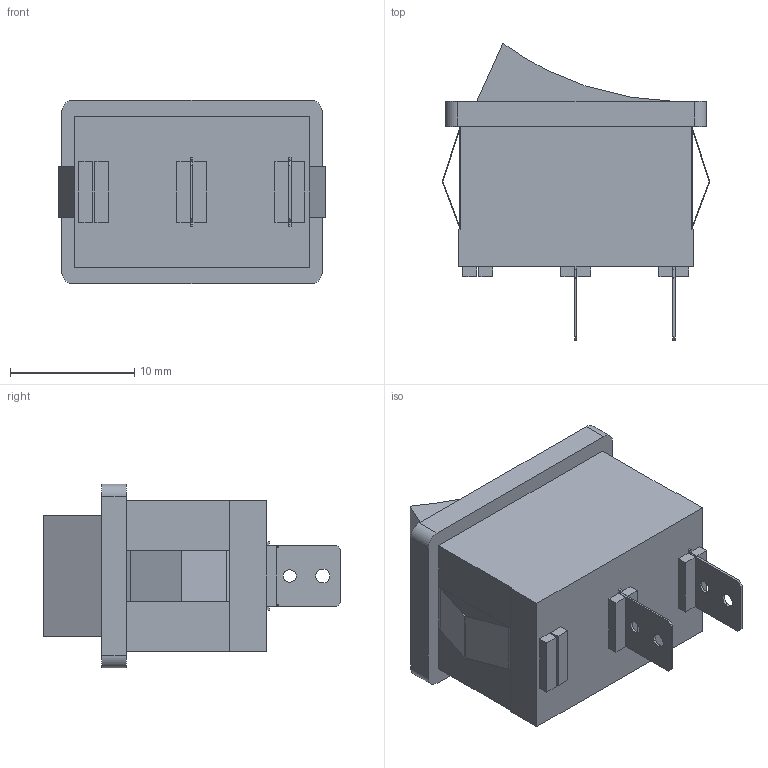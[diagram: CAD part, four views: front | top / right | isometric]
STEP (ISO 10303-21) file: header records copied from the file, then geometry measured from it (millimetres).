
FILE_DESCRIPTION (( 'STEP AP214' ), '1' );
FILE_NAME ('RSF-11_switch.STEP', '2018-09-25T07:46:51', ( '' ), ( '' ), 'SwSTEP 2.0', 'SolidWorks 2018', '' );
FILE_SCHEMA (( 'AUTOMOTIVE_DESIGN' ));
Length unit declared in the file: millimetre
Products named in the file (1): RSF-11_switch
Bounding box: 21.55 x 23.93 x 14.81 mm (x, y, z)
Volume: 3489.5 mm3; surface area: 2149.8 mm2
Topology: 2 solids, 2 shells, 118 faces, 319 edges, 210 vertices
Faces by surface type: plane 98, cylinder 18, bspline 2
Entity records: 5028 total; most frequent: CARTESIAN_POINT 670, ORIENTED_EDGE 638, DIRECTION 585, EDGE_CURVE 319, LINE 279, VECTOR 279, VERTEX_POINT 210, AXIS2_PLACEMENT_3D 153
